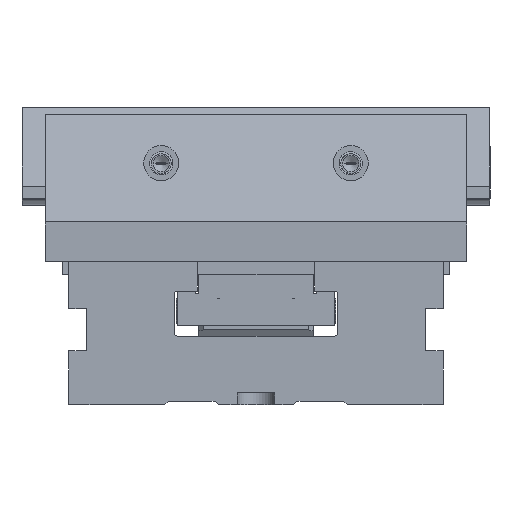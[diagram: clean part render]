
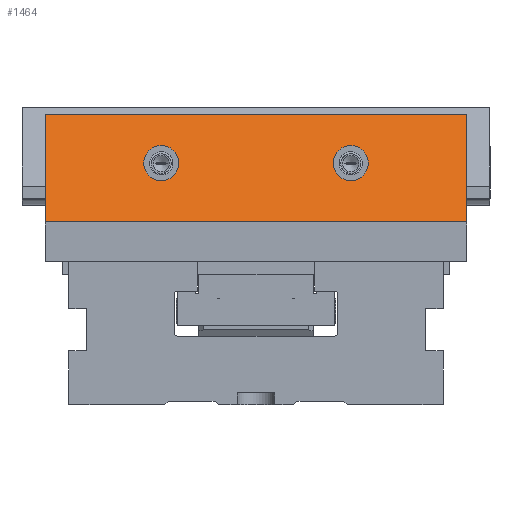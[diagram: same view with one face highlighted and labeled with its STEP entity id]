
A CAD part, left-side view. The second image highlights one B-rep face of the part: STEP entity #1464.
In plain terms, the highlighted planar face has unit normal (-0.924, 0, 0.383).
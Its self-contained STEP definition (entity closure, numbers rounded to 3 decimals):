
#226=ELLIPSE('',#8639,8.118,7.5);
#227=ELLIPSE('',#8654,8.118,7.5);
#836=FACE_BOUND('',#2618,.T.);
#837=FACE_BOUND('',#2619,.T.);
#838=FACE_BOUND('',#2620,.T.);
#1464=ADVANCED_FACE('',(#836,#837,#838),#1806,.F.);
#1806=PLANE('',#8656);
#2618=EDGE_LOOP('',(#3804,#3805,#3806,#3807));
#2619=EDGE_LOOP('',(#3808));
#2620=EDGE_LOOP('',(#3809));
#3804=ORIENTED_EDGE('',*,*,#6215,.T.);
#3805=ORIENTED_EDGE('',*,*,#6199,.T.);
#3806=ORIENTED_EDGE('',*,*,#6232,.T.);
#3807=ORIENTED_EDGE('',*,*,#6219,.T.);
#3808=ORIENTED_EDGE('',*,*,#6265,.F.);
#3809=ORIENTED_EDGE('',*,*,#6259,.F.);
#5339=VERTEX_POINT('',#12449);
#5340=VERTEX_POINT('',#12450);
#5353=VERTEX_POINT('',#12481);
#5356=VERTEX_POINT('',#12489);
#5383=VERTEX_POINT('',#12576);
#5390=VERTEX_POINT('',#12598);
#6199=EDGE_CURVE('',#5339,#5340,#7089,.T.);
#6215=EDGE_CURVE('',#5353,#5339,#7103,.T.);
#6219=EDGE_CURVE('',#5356,#5353,#7106,.T.);
#6232=EDGE_CURVE('',#5340,#5356,#7117,.T.);
#6259=EDGE_CURVE('',#5383,#5383,#226,.T.);
#6265=EDGE_CURVE('',#5390,#5390,#227,.T.);
#7089=LINE('',#12448,#7788);
#7103=LINE('',#12480,#7802);
#7106=LINE('',#12488,#7805);
#7117=LINE('',#12513,#7816);
#7788=VECTOR('',#9934,1.);
#7802=VECTOR('',#9956,1.);
#7805=VECTOR('',#9963,1.);
#7816=VECTOR('',#9982,1.);
#8639=AXIS2_PLACEMENT_3D('',#12575,#10056,#10057);
#8654=AXIS2_PLACEMENT_3D('',#12597,#10086,#10087);
#8656=AXIS2_PLACEMENT_3D('',#12600,#10090,#10091);
#9934=DIRECTION('',(0.,1.,0.));
#9956=DIRECTION('',(0.383,0.,0.924));
#9963=DIRECTION('',(0.,-1.,0.));
#9982=DIRECTION('',(-0.383,0.,-0.924));
#10056=DIRECTION('',(-0.924,0.,0.383));
#10057=DIRECTION('',(0.383,0.,0.924));
#10086=DIRECTION('',(-0.924,0.,0.383));
#10087=DIRECTION('',(0.383,0.,0.924));
#10090=DIRECTION('',(0.924,0.,-0.383));
#10091=DIRECTION('',(-0.383,0.,-0.924));
#12448=CARTESIAN_POINT('',(19.042,80.,124.));
#12449=CARTESIAN_POINT('',(19.042,-10.,124.));
#12450=CARTESIAN_POINT('',(19.042,170.,124.));
#12480=CARTESIAN_POINT('',(0.589,-10.,79.453));
#12481=CARTESIAN_POINT('',(0.,-10.,78.03));
#12488=CARTESIAN_POINT('',(0.,80.,78.03));
#12489=CARTESIAN_POINT('',(0.,170.,78.03));
#12513=CARTESIAN_POINT('',(0.589,170.,79.453));
#12575=CARTESIAN_POINT('',(10.405,120.5,103.15));
#12576=CARTESIAN_POINT('',(13.512,120.5,110.65));
#12597=CARTESIAN_POINT('',(10.405,39.5,103.15));
#12598=CARTESIAN_POINT('',(13.512,39.5,110.65));
#12600=CARTESIAN_POINT('',(21.926,80.,130.963));
